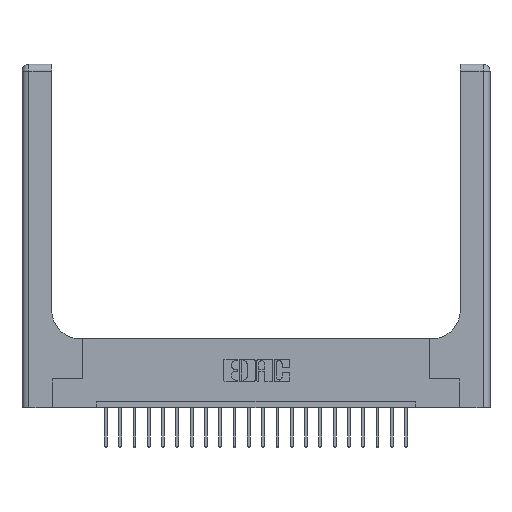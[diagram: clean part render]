
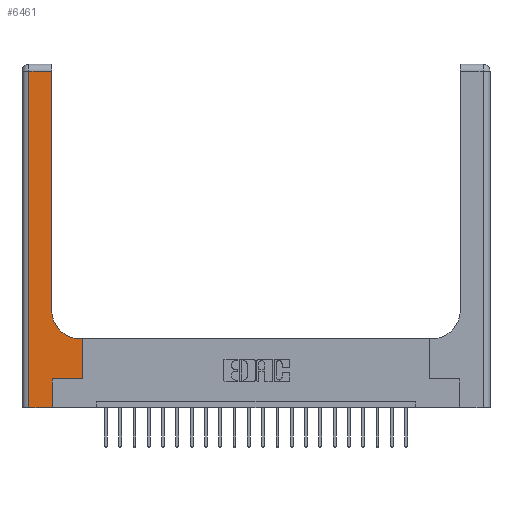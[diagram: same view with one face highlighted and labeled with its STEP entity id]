
A CAD part, top view. The second image highlights one B-rep face of the part: STEP entity #6461.
In plain terms, the highlighted planar face has unit normal (0, 0, 1).
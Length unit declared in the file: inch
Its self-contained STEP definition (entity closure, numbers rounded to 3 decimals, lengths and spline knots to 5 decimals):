
#125 = ORIENTED_EDGE ( 'NONE', *, *, #2098, .T. ) ;
#299 = DIRECTION ( 'NONE',  ( -1., 0., 0. ) ) ;
#930 = CARTESIAN_POINT ( 'NONE',  ( 0.265, 0., 0.37 ) ) ;
#1257 = CARTESIAN_POINT ( 'NONE',  ( 0.06, 0., 0.37 ) ) ;
#1389 = CARTESIAN_POINT ( 'NONE',  ( 0.26, 0.85, 0.37 ) ) ;
#1740 = VERTEX_POINT ( 'NONE', #16586 ) ;
#1895 = CARTESIAN_POINT ( 'NONE',  ( 0.26, 3., 0.37 ) ) ;
#2098 = EDGE_CURVE ( 'NONE', #11418, #7512, #9090, .T. ) ;
#2328 = DIRECTION ( 'NONE',  ( -1., 0., 0. ) ) ;
#2356 = LINE ( 'NONE', #930, #19594 ) ;
#2399 = CIRCLE ( 'NONE', #15901, 0.25 ) ;
#2438 = DIRECTION ( 'NONE',  ( 1., 0., 0. ) ) ;
#2820 = LINE ( 'NONE', #1895, #20808 ) ;
#2964 = CARTESIAN_POINT ( 'NONE',  ( 0., 3., 0.37 ) ) ;
#3095 = CARTESIAN_POINT ( 'NONE',  ( 0.265, 0.25, 0.37 ) ) ;
#4992 = AXIS2_PLACEMENT_3D ( 'NONE', #2964, #19671, #9640 ) ;
#6256 = PLANE ( 'NONE',  #4992 ) ;
#6461 = ADVANCED_FACE ( 'NONE', ( #7927 ), #6256, .F. ) ;
#6768 = CARTESIAN_POINT ( 'NONE',  ( 0.528, 0.25, 0.37 ) ) ;
#6819 = VECTOR ( 'NONE', #12334, 39.37008 ) ;
#6840 = CARTESIAN_POINT ( 'NONE',  ( 0.26, 2.94, 0.37 ) ) ;
#7015 = VECTOR ( 'NONE', #2438, 39.37008 ) ;
#7052 = ORIENTED_EDGE ( 'NONE', *, *, #10334, .T. ) ;
#7177 = ORIENTED_EDGE ( 'NONE', *, *, #17137, .T. ) ;
#7229 = VERTEX_POINT ( 'NONE', #6768 ) ;
#7263 = VERTEX_POINT ( 'NONE', #6840 ) ;
#7495 = VERTEX_POINT ( 'NONE', #3095 ) ;
#7512 = VERTEX_POINT ( 'NONE', #12914 ) ;
#7629 = DIRECTION ( 'NONE',  ( 0., 1., 0. ) ) ;
#7927 = FACE_OUTER_BOUND ( 'NONE', #20493, .T. ) ;
#8270 = EDGE_CURVE ( 'NONE', #17766, #17138, #2399, .T. ) ;
#8349 = EDGE_CURVE ( 'NONE', #7229, #8475, #15426, .T. ) ;
#8475 = VERTEX_POINT ( 'NONE', #19379 ) ;
#8811 = DIRECTION ( 'NONE',  ( 0., 0., -1. ) ) ;
#8955 = DIRECTION ( 'NONE',  ( 1., 0., 0. ) ) ;
#9004 = EDGE_CURVE ( 'NONE', #7512, #7495, #2356, .T. ) ;
#9090 = LINE ( 'NONE', #9203, #7015 ) ;
#9203 = CARTESIAN_POINT ( 'NONE',  ( 0., 0., 0.37 ) ) ;
#9260 = ORIENTED_EDGE ( 'NONE', *, *, #8270, .T. ) ;
#9344 = LINE ( 'NONE', #19032, #13215 ) ;
#9377 = ORIENTED_EDGE ( 'NONE', *, *, #15212, .T. ) ;
#9510 = VECTOR ( 'NONE', #14782, 39.37008 ) ;
#9640 = DIRECTION ( 'NONE',  ( -1., 0., 0. ) ) ;
#9762 = LINE ( 'NONE', #18171, #9510 ) ;
#9957 = CARTESIAN_POINT ( 'NONE',  ( 0.265, 0.25, 0.37 ) ) ;
#9988 = ORIENTED_EDGE ( 'NONE', *, *, #9004, .T. ) ;
#10334 = EDGE_CURVE ( 'NONE', #17138, #7263, #2820, .T. ) ;
#11418 = VERTEX_POINT ( 'NONE', #1257 ) ;
#11423 = ORIENTED_EDGE ( 'NONE', *, *, #8349, .T. ) ;
#12172 = VECTOR ( 'NONE', #13590, 39.37008 ) ;
#12334 = DIRECTION ( 'NONE',  ( 0., 1., 0. ) ) ;
#12472 = CARTESIAN_POINT ( 'NONE',  ( 0.528, 0.25, 0.37 ) ) ;
#12914 = CARTESIAN_POINT ( 'NONE',  ( 0.265, 0., 0.37 ) ) ;
#13215 = VECTOR ( 'NONE', #2328, 39.37008 ) ;
#13590 = DIRECTION ( 'NONE',  ( 1., 0., 0. ) ) ;
#13629 = CARTESIAN_POINT ( 'NONE',  ( 0., 2.94, 0.37 ) ) ;
#13710 = VECTOR ( 'NONE', #299, 39.37008 ) ;
#13904 = CARTESIAN_POINT ( 'NONE',  ( 0.51, 0.6, 0.37 ) ) ;
#14782 = DIRECTION ( 'NONE',  ( 0., -1., 0. ) ) ;
#15212 = EDGE_CURVE ( 'NONE', #7495, #7229, #16645, .T. ) ;
#15426 = LINE ( 'NONE', #12472, #6819 ) ;
#15506 = EDGE_CURVE ( 'NONE', #8475, #17766, #9344, .T. ) ;
#15901 = AXIS2_PLACEMENT_3D ( 'NONE', #18681, #8811, #8955 ) ;
#16052 = EDGE_CURVE ( 'NONE', #7263, #1740, #18205, .T. ) ;
#16586 = CARTESIAN_POINT ( 'NONE',  ( 0.06, 2.94, 0.37 ) ) ;
#16645 = LINE ( 'NONE', #9957, #12172 ) ;
#17063 = DIRECTION ( 'NONE',  ( 0., 1., 0. ) ) ;
#17137 = EDGE_CURVE ( 'NONE', #1740, #11418, #9762, .T. ) ;
#17138 = VERTEX_POINT ( 'NONE', #1389 ) ;
#17766 = VERTEX_POINT ( 'NONE', #13904 ) ;
#18171 = CARTESIAN_POINT ( 'NONE',  ( 0.06, 3., 0.37 ) ) ;
#18205 = LINE ( 'NONE', #13629, #13710 ) ;
#18681 = CARTESIAN_POINT ( 'NONE',  ( 0.51, 0.85, 0.37 ) ) ;
#19032 = CARTESIAN_POINT ( 'NONE',  ( 0.26, 0.6, 0.37 ) ) ;
#19379 = CARTESIAN_POINT ( 'NONE',  ( 0.528, 0.6, 0.37 ) ) ;
#19594 = VECTOR ( 'NONE', #7629, 39.37008 ) ;
#19671 = DIRECTION ( 'NONE',  ( 0., 0., -1. ) ) ;
#19958 = ORIENTED_EDGE ( 'NONE', *, *, #16052, .T. ) ;
#20493 = EDGE_LOOP ( 'NONE', ( #7052, #19958, #7177, #125, #9988, #9377, #11423, #21385, #9260 ) ) ;
#20808 = VECTOR ( 'NONE', #17063, 39.37008 ) ;
#21385 = ORIENTED_EDGE ( 'NONE', *, *, #15506, .T. ) ;
